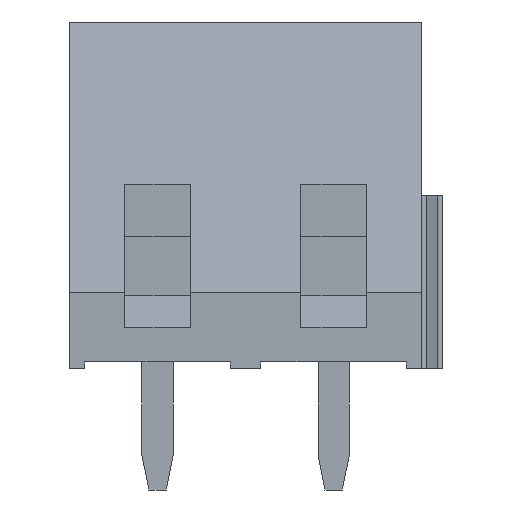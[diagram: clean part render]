
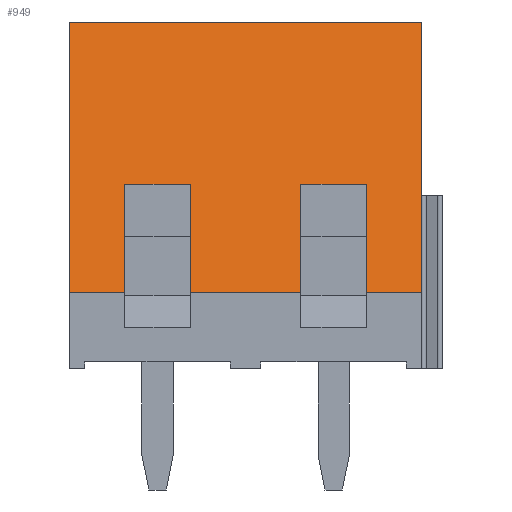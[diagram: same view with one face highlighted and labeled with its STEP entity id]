
A CAD part, front view. The second image highlights one B-rep face of the part: STEP entity #949.
In plain terms, the highlighted planar face has unit normal (0, -0.969, 0.248).
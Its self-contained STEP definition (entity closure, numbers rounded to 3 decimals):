
#314 = VERTEX_POINT('',#315);
#315 = CARTESIAN_POINT('',(7.62,-2.1,10.));
#321 = EDGE_CURVE('',#322,#314,#324,.T.);
#322 = VERTEX_POINT('',#323);
#323 = CARTESIAN_POINT('',(7.62,-4.1,2.2));
#324 = LINE('',#325,#326);
#325 = CARTESIAN_POINT('',(7.62,-4.1,2.2));
#326 = VECTOR('',#327,1.);
#327 = DIRECTION('',(0.,0.248,0.969));
#891 = VERTEX_POINT('',#892);
#892 = CARTESIAN_POINT('',(-2.54,-2.1,10.));
#898 = EDGE_CURVE('',#314,#891,#899,.T.);
#899 = LINE('',#900,#901);
#900 = CARTESIAN_POINT('',(7.62,-2.1,10.));
#901 = VECTOR('',#902,1.);
#902 = DIRECTION('',(-1.,0.,0.));
#949 = ADVANCED_FACE('',(#950),#1032,.T.);
#950 = FACE_BOUND('',#951,.T.);
#951 = EDGE_LOOP('',(#952,#962,#970,#978,#986,#992,#993,#994,#1002,#1010
    ,#1018,#1026));
#952 = ORIENTED_EDGE('',*,*,#953,.F.);
#953 = EDGE_CURVE('',#954,#956,#958,.T.);
#954 = VERTEX_POINT('',#955);
#955 = CARTESIAN_POINT('',(4.13,-4.1,2.2));
#956 = VERTEX_POINT('',#957);
#957 = CARTESIAN_POINT('',(0.95,-4.1,2.2));
#958 = LINE('',#959,#960);
#959 = CARTESIAN_POINT('',(4.13,-4.1,2.2));
#960 = VECTOR('',#961,1.);
#961 = DIRECTION('',(-1.,0.,0.));
#962 = ORIENTED_EDGE('',*,*,#963,.T.);
#963 = EDGE_CURVE('',#954,#964,#966,.T.);
#964 = VERTEX_POINT('',#965);
#965 = CARTESIAN_POINT('',(4.13,-3.3,5.32));
#966 = LINE('',#967,#968);
#967 = CARTESIAN_POINT('',(4.13,-4.1,2.2));
#968 = VECTOR('',#969,1.);
#969 = DIRECTION('',(0.,0.248,0.969));
#970 = ORIENTED_EDGE('',*,*,#971,.T.);
#971 = EDGE_CURVE('',#964,#972,#974,.T.);
#972 = VERTEX_POINT('',#973);
#973 = CARTESIAN_POINT('',(6.03,-3.3,5.32));
#974 = LINE('',#975,#976);
#975 = CARTESIAN_POINT('',(4.13,-3.3,5.32));
#976 = VECTOR('',#977,1.);
#977 = DIRECTION('',(1.,0.,0.));
#978 = ORIENTED_EDGE('',*,*,#979,.F.);
#979 = EDGE_CURVE('',#980,#972,#982,.T.);
#980 = VERTEX_POINT('',#981);
#981 = CARTESIAN_POINT('',(6.03,-4.1,2.2));
#982 = LINE('',#983,#984);
#983 = CARTESIAN_POINT('',(6.03,-4.1,2.2));
#984 = VECTOR('',#985,1.);
#985 = DIRECTION('',(0.,0.248,0.969));
#986 = ORIENTED_EDGE('',*,*,#987,.F.);
#987 = EDGE_CURVE('',#322,#980,#988,.T.);
#988 = LINE('',#989,#990);
#989 = CARTESIAN_POINT('',(7.62,-4.1,2.2));
#990 = VECTOR('',#991,1.);
#991 = DIRECTION('',(-1.,0.,0.));
#992 = ORIENTED_EDGE('',*,*,#321,.T.);
#993 = ORIENTED_EDGE('',*,*,#898,.T.);
#994 = ORIENTED_EDGE('',*,*,#995,.F.);
#995 = EDGE_CURVE('',#996,#891,#998,.T.);
#996 = VERTEX_POINT('',#997);
#997 = CARTESIAN_POINT('',(-2.54,-4.1,2.2));
#998 = LINE('',#999,#1000);
#999 = CARTESIAN_POINT('',(-2.54,-4.1,2.2));
#1000 = VECTOR('',#1001,1.);
#1001 = DIRECTION('',(0.,0.248,0.969)
  );
#1002 = ORIENTED_EDGE('',*,*,#1003,.F.);
#1003 = EDGE_CURVE('',#1004,#996,#1006,.T.);
#1004 = VERTEX_POINT('',#1005);
#1005 = CARTESIAN_POINT('',(-0.95,-4.1,2.2));
#1006 = LINE('',#1007,#1008);
#1007 = CARTESIAN_POINT('',(-0.95,-4.1,2.2));
#1008 = VECTOR('',#1009,1.);
#1009 = DIRECTION('',(-1.,0.,0.));
#1010 = ORIENTED_EDGE('',*,*,#1011,.T.);
#1011 = EDGE_CURVE('',#1004,#1012,#1014,.T.);
#1012 = VERTEX_POINT('',#1013);
#1013 = CARTESIAN_POINT('',(-0.95,-3.3,5.32));
#1014 = LINE('',#1015,#1016);
#1015 = CARTESIAN_POINT('',(-0.95,-4.1,2.2));
#1016 = VECTOR('',#1017,1.);
#1017 = DIRECTION('',(0.,0.248,0.969)
  );
#1018 = ORIENTED_EDGE('',*,*,#1019,.T.);
#1019 = EDGE_CURVE('',#1012,#1020,#1022,.T.);
#1020 = VERTEX_POINT('',#1021);
#1021 = CARTESIAN_POINT('',(0.95,-3.3,5.32));
#1022 = LINE('',#1023,#1024);
#1023 = CARTESIAN_POINT('',(-0.95,-3.3,5.32));
#1024 = VECTOR('',#1025,1.);
#1025 = DIRECTION('',(1.,0.,0.));
#1026 = ORIENTED_EDGE('',*,*,#1027,.F.);
#1027 = EDGE_CURVE('',#956,#1020,#1028,.T.);
#1028 = LINE('',#1029,#1030);
#1029 = CARTESIAN_POINT('',(0.95,-4.1,2.2));
#1030 = VECTOR('',#1031,1.);
#1031 = DIRECTION('',(0.,0.248,0.969)
  );
#1032 = PLANE('',#1033);
#1033 = AXIS2_PLACEMENT_3D('',#1034,#1035,#1036);
#1034 = CARTESIAN_POINT('',(7.62,-4.1,2.2));
#1035 = DIRECTION('',(0.,-0.969,0.248
    ));
#1036 = DIRECTION('',(1.,0.,0.));
